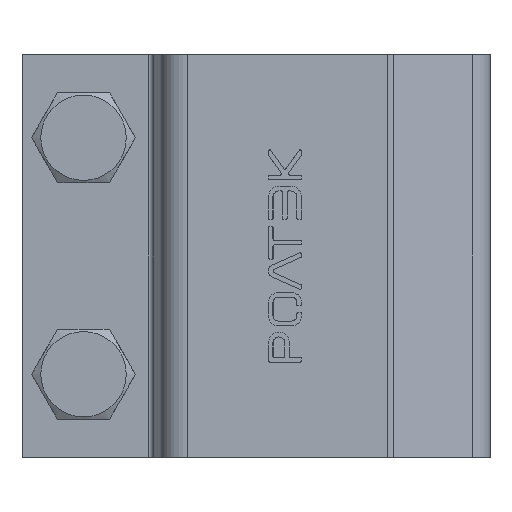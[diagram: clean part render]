
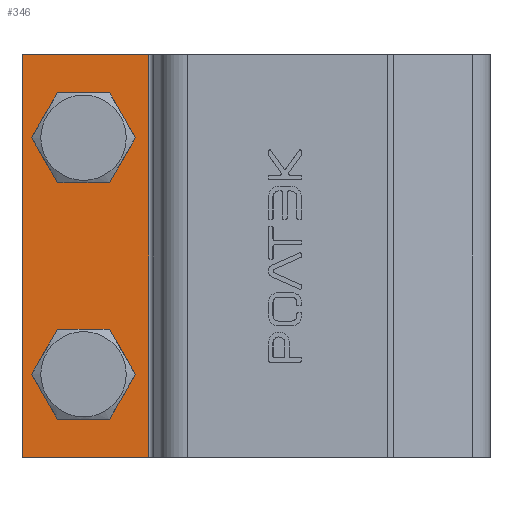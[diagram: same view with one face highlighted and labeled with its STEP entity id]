
A CAD part, left-side view. The second image highlights one B-rep face of the part: STEP entity #346.
In plain terms, the highlighted planar face has unit normal (-1, 0, 0).
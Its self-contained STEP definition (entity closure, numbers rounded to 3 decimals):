
#346=ADVANCED_FACE('',(#3663,#3665,#3667),#3669,.T.);
#3663=FACE_BOUND('',#3664,.T.);
#3664=EDGE_LOOP('',(#6229,#6230,#6231,#6232));
#3665=FACE_BOUND('',#3666,.T.);
#3666=EDGE_LOOP('',(#6233,#6234,#6235,#6236,#6237,#6238));
#3667=FACE_BOUND('',#3668,.T.);
#3668=EDGE_LOOP('',(#6239,#6240,#6241,#6242,#6243,#6244));
#3669=PLANE('',#3670);
#3670=AXIS2_PLACEMENT_3D('',#3671,#3672,#3673);
#3671=CARTESIAN_POINT('',(-9.,-32.,0.));
#3672=DIRECTION('',(-1.,0.,0.));
#3673=DIRECTION('',(0.,0.,1.));
#6229=ORIENTED_EDGE('',*,*,#8075,.T.);
#6230=ORIENTED_EDGE('',*,*,#8063,.T.);
#6231=ORIENTED_EDGE('',*,*,#8059,.T.);
#6232=ORIENTED_EDGE('',*,*,#8056,.T.);
#6233=ORIENTED_EDGE('',*,*,#8076,.F.);
#6234=ORIENTED_EDGE('',*,*,#8077,.F.);
#6235=ORIENTED_EDGE('',*,*,#8078,.F.);
#6236=ORIENTED_EDGE('',*,*,#8079,.F.);
#6237=ORIENTED_EDGE('',*,*,#8080,.F.);
#6238=ORIENTED_EDGE('',*,*,#8081,.F.);
#6239=ORIENTED_EDGE('',*,*,#8082,.F.);
#6240=ORIENTED_EDGE('',*,*,#8083,.F.);
#6241=ORIENTED_EDGE('',*,*,#8084,.F.);
#6242=ORIENTED_EDGE('',*,*,#8085,.F.);
#6243=ORIENTED_EDGE('',*,*,#8086,.F.);
#6244=ORIENTED_EDGE('',*,*,#8087,.F.);
#8056=EDGE_CURVE('',#9047,#9045,#9048,.T.);
#8059=EDGE_CURVE('',#9051,#9047,#9052,.T.);
#8063=EDGE_CURVE('',#9054,#9051,#9058,.T.);
#8075=EDGE_CURVE('',#9045,#9054,#9077,.T.);
#8076=EDGE_CURVE('',#9078,#9079,#9080,.T.);
#8077=EDGE_CURVE('',#9081,#9078,#9082,.T.);
#8078=EDGE_CURVE('',#9083,#9081,#9084,.T.);
#8079=EDGE_CURVE('',#9085,#9083,#9086,.T.);
#8080=EDGE_CURVE('',#9087,#9085,#9088,.T.);
#8081=EDGE_CURVE('',#9079,#9087,#9089,.T.);
#8082=EDGE_CURVE('',#9090,#9091,#9092,.T.);
#8083=EDGE_CURVE('',#9093,#9090,#9094,.T.);
#8084=EDGE_CURVE('',#9095,#9093,#9096,.T.);
#8085=EDGE_CURVE('',#9097,#9095,#9098,.T.);
#8086=EDGE_CURVE('',#9099,#9097,#9100,.T.);
#8087=EDGE_CURVE('',#9091,#9099,#9101,.T.);
#9045=VERTEX_POINT('',#11207);
#9047=VERTEX_POINT('',#11211);
#9048=LINE('',#11212,#11213);
#9051=VERTEX_POINT('',#11221);
#9052=LINE('',#11222,#11223);
#9054=VERTEX_POINT('',#11228);
#9058=LINE('',#11236,#11237);
#9077=LINE('',#11284,#11285);
#9078=VERTEX_POINT('',#11287);
#9079=VERTEX_POINT('',#11288);
#9080=LINE('',#11289,#11290);
#9081=VERTEX_POINT('',#11292);
#9082=LINE('',#11293,#11294);
#9083=VERTEX_POINT('',#11296);
#9084=LINE('',#11297,#11298);
#9085=VERTEX_POINT('',#11300);
#9086=LINE('',#11301,#11302);
#9087=VERTEX_POINT('',#11304);
#9088=LINE('',#11305,#11306);
#9089=LINE('',#11308,#11309);
#9090=VERTEX_POINT('',#11311);
#9091=VERTEX_POINT('',#11312);
#9092=LINE('',#11313,#11314);
#9093=VERTEX_POINT('',#11316);
#9094=LINE('',#11317,#11318);
#9095=VERTEX_POINT('',#11320);
#9096=LINE('',#11321,#11322);
#9097=VERTEX_POINT('',#11324);
#9098=LINE('',#11325,#11326);
#9099=VERTEX_POINT('',#11328);
#9100=LINE('',#11329,#11330);
#9101=LINE('',#11332,#11333);
#11207=CARTESIAN_POINT('',(-9.,-26.781,0.));
#11211=CARTESIAN_POINT('',(-9.,0.,0.));
#11212=CARTESIAN_POINT('',(-9.,0.,0.));
#11213=VECTOR('',#11214,1.);
#11214=DIRECTION('',(0.,-1.,0.));
#11221=CARTESIAN_POINT('',(-9.,0.,85.));
#11222=CARTESIAN_POINT('',(-9.,0.,85.));
#11223=VECTOR('',#11224,1.);
#11224=DIRECTION('',(0.,0.,-1.));
#11228=CARTESIAN_POINT('',(-9.,-26.781,85.));
#11236=CARTESIAN_POINT('',(-9.,-26.781,85.));
#11237=VECTOR('',#11238,1.);
#11238=DIRECTION('',(0.,1.,0.));
#11284=CARTESIAN_POINT('',(-9.,-26.781,0.));
#11285=VECTOR('',#11286,1.);
#11286=DIRECTION('',(0.,0.,1.));
#11287=CARTESIAN_POINT('',(-9.,-23.97,67.5));
#11288=CARTESIAN_POINT('',(-9.,-18.485,77.));
#11289=CARTESIAN_POINT('',(-9.,-23.97,67.5));
#11290=VECTOR('',#11291,1.);
#11291=DIRECTION('',(0.,0.5,0.866));
#11292=CARTESIAN_POINT('',(-9.,-18.485,58.));
#11293=CARTESIAN_POINT('',(-9.,-18.485,58.));
#11294=VECTOR('',#11295,1.);
#11295=DIRECTION('',(0.,-0.5,0.866));
#11296=CARTESIAN_POINT('',(-9.,-7.515,58.));
#11297=CARTESIAN_POINT('',(-9.,-7.515,58.));
#11298=VECTOR('',#11299,1.);
#11299=DIRECTION('',(0.,-1.,0.));
#11300=CARTESIAN_POINT('',(-9.,-2.03,67.5));
#11301=CARTESIAN_POINT('',(-9.,-2.03,67.5));
#11302=VECTOR('',#11303,1.);
#11303=DIRECTION('',(0.,-0.5,-0.866));
#11304=CARTESIAN_POINT('',(-9.,-7.515,77.));
#11305=CARTESIAN_POINT('',(-9.,-7.515,77.));
#11306=VECTOR('',#11307,1.);
#11307=DIRECTION('',(0.,0.5,-0.866));
#11308=CARTESIAN_POINT('',(-9.,-18.485,77.));
#11309=VECTOR('',#11310,1.);
#11310=DIRECTION('',(0.,1.,0.));
#11311=CARTESIAN_POINT('',(-9.,-23.97,17.5));
#11312=CARTESIAN_POINT('',(-9.,-18.485,27.));
#11313=CARTESIAN_POINT('',(-9.,-23.97,17.5));
#11314=VECTOR('',#11315,1.);
#11315=DIRECTION('',(0.,0.5,0.866));
#11316=CARTESIAN_POINT('',(-9.,-18.485,8.));
#11317=CARTESIAN_POINT('',(-9.,-18.485,8.));
#11318=VECTOR('',#11319,1.);
#11319=DIRECTION('',(0.,-0.5,0.866));
#11320=CARTESIAN_POINT('',(-9.,-7.515,8.));
#11321=CARTESIAN_POINT('',(-9.,-7.515,8.));
#11322=VECTOR('',#11323,1.);
#11323=DIRECTION('',(0.,-1.,0.));
#11324=CARTESIAN_POINT('',(-9.,-2.03,17.5));
#11325=CARTESIAN_POINT('',(-9.,-2.03,17.5));
#11326=VECTOR('',#11327,1.);
#11327=DIRECTION('',(0.,-0.5,-0.866));
#11328=CARTESIAN_POINT('',(-9.,-7.515,27.));
#11329=CARTESIAN_POINT('',(-9.,-7.515,27.));
#11330=VECTOR('',#11331,1.);
#11331=DIRECTION('',(0.,0.5,-0.866));
#11332=CARTESIAN_POINT('',(-9.,-18.485,27.));
#11333=VECTOR('',#11334,1.);
#11334=DIRECTION('',(0.,1.,0.));
